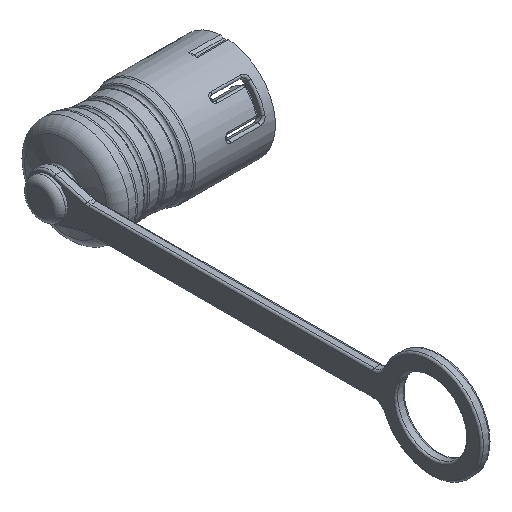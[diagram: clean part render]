
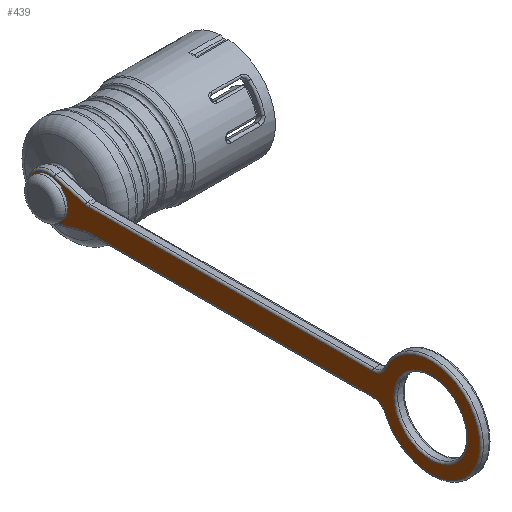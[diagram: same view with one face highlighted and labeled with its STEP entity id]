
A CAD part, isometric view. The second image highlights one B-rep face of the part: STEP entity #439.
In plain terms, the highlighted planar face has unit normal (-1, 0, 0).
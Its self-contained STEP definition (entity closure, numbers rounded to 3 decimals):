
#166=PLANE('',#3535);
#245=FACE_BOUND('',#916,.T.);
#246=FACE_BOUND('',#917,.T.);
#247=FACE_BOUND('',#918,.T.);
#439=ADVANCED_FACE('',(#245,#246,#247),#166,.F.);
#916=EDGE_LOOP('',(#2061));
#917=EDGE_LOOP('',(#2062));
#918=EDGE_LOOP('',(#2063,#2064,#2065,#2066,#2067,#2068,#2069,#2070,#2071,
#2072));
#1120=CIRCLE('',#3527,3.);
#1121=CIRCLE('',#3528,5.8);
#1122=CIRCLE('',#3529,3.2);
#1123=CIRCLE('',#3530,2.3);
#1124=CIRCLE('',#3531,2.3);
#1125=CIRCLE('',#3532,7.7);
#1126=CIRCLE('',#3533,2.3);
#1127=CIRCLE('',#3534,2.3);
#2061=ORIENTED_EDGE('',*,*,#2870,.T.);
#2062=ORIENTED_EDGE('',*,*,#2871,.T.);
#2063=ORIENTED_EDGE('',*,*,#2872,.T.);
#2064=ORIENTED_EDGE('',*,*,#2873,.T.);
#2065=ORIENTED_EDGE('',*,*,#2874,.T.);
#2066=ORIENTED_EDGE('',*,*,#2875,.T.);
#2067=ORIENTED_EDGE('',*,*,#2876,.T.);
#2068=ORIENTED_EDGE('',*,*,#2877,.T.);
#2069=ORIENTED_EDGE('',*,*,#2878,.T.);
#2070=ORIENTED_EDGE('',*,*,#2879,.T.);
#2071=ORIENTED_EDGE('',*,*,#2880,.T.);
#2072=ORIENTED_EDGE('',*,*,#2881,.T.);
#2434=VERTEX_POINT('',#6864);
#2435=VERTEX_POINT('',#6866);
#2436=VERTEX_POINT('',#6868);
#2437=VERTEX_POINT('',#6869);
#2438=VERTEX_POINT('',#6871);
#2439=VERTEX_POINT('',#6873);
#2440=VERTEX_POINT('',#6875);
#2441=VERTEX_POINT('',#6877);
#2442=VERTEX_POINT('',#6879);
#2443=VERTEX_POINT('',#6881);
#2444=VERTEX_POINT('',#6883);
#2445=VERTEX_POINT('',#6885);
#2870=EDGE_CURVE('',#2434,#2434,#1120,.T.);
#2871=EDGE_CURVE('',#2435,#2435,#1121,.T.);
#2872=EDGE_CURVE('',#2436,#2437,#1122,.T.);
#2873=EDGE_CURVE('',#2437,#2438,#3049,.T.);
#2874=EDGE_CURVE('',#2438,#2439,#1123,.T.);
#2875=EDGE_CURVE('',#2439,#2440,#3050,.T.);
#2876=EDGE_CURVE('',#2440,#2441,#1124,.T.);
#2877=EDGE_CURVE('',#2441,#2442,#1125,.T.);
#2878=EDGE_CURVE('',#2442,#2443,#1126,.T.);
#2879=EDGE_CURVE('',#2443,#2444,#3051,.T.);
#2880=EDGE_CURVE('',#2444,#2445,#1127,.T.);
#2881=EDGE_CURVE('',#2445,#2436,#3052,.T.);
#3049=LINE('',#6870,#3189);
#3050=LINE('',#6874,#3190);
#3051=LINE('',#6882,#3191);
#3052=LINE('',#6886,#3192);
#3189=VECTOR('',#4392,1.);
#3190=VECTOR('',#4395,1.);
#3191=VECTOR('',#4402,1.);
#3192=VECTOR('',#4405,1.);
#3527=AXIS2_PLACEMENT_3D('',#6863,#4386,#4387);
#3528=AXIS2_PLACEMENT_3D('',#6865,#4388,#4389);
#3529=AXIS2_PLACEMENT_3D('',#6867,#4390,#4391);
#3530=AXIS2_PLACEMENT_3D('',#6872,#4393,#4394);
#3531=AXIS2_PLACEMENT_3D('',#6876,#4396,#4397);
#3532=AXIS2_PLACEMENT_3D('',#6878,#4398,#4399);
#3533=AXIS2_PLACEMENT_3D('',#6880,#4400,#4401);
#3534=AXIS2_PLACEMENT_3D('',#6884,#4403,#4404);
#3535=AXIS2_PLACEMENT_3D('',#6887,#4406,#4407);
#4386=DIRECTION('',(1.,0.,0.));
#4387=DIRECTION('',(0.,0.,-1.));
#4388=DIRECTION('',(1.,0.,0.));
#4389=DIRECTION('',(0.,0.,-1.));
#4390=DIRECTION('',(-1.,0.,0.));
#4391=DIRECTION('',(0.,0.,-1.));
#4392=DIRECTION('',(0.,-0.966,0.259));
#4393=DIRECTION('',(1.,0.,0.));
#4394=DIRECTION('',(0.,0.,-1.));
#4395=DIRECTION('',(0.,-1.,0.));
#4396=DIRECTION('',(1.,0.,0.));
#4397=DIRECTION('',(0.,0.,-1.));
#4398=DIRECTION('',(-1.,0.,0.));
#4399=DIRECTION('',(0.,0.,-1.));
#4400=DIRECTION('',(1.,0.,0.));
#4401=DIRECTION('',(0.,0.,-1.));
#4402=DIRECTION('',(0.,1.,0.));
#4403=DIRECTION('',(1.,0.,0.));
#4404=DIRECTION('',(0.,0.,-1.));
#4405=DIRECTION('',(0.,0.966,0.259));
#4406=DIRECTION('',(1.,0.,0.));
#4407=DIRECTION('',(0.,0.,-1.));
#6863=CARTESIAN_POINT('',(1.4,0.,0.));
#6864=CARTESIAN_POINT('',(1.4,0.,-3.));
#6865=CARTESIAN_POINT('',(1.4,-60.,0.));
#6866=CARTESIAN_POINT('',(1.4,-60.,-5.8));
#6867=CARTESIAN_POINT('',(1.4,0.,0.));
#6868=CARTESIAN_POINT('',(1.4,-0.828,3.091));
#6869=CARTESIAN_POINT('',(1.4,-0.828,-3.091));
#6870=CARTESIAN_POINT('',(1.4,-7.727,-1.242));
#6871=CARTESIAN_POINT('',(1.4,-5.727,-1.778));
#6872=CARTESIAN_POINT('',(1.4,-6.322,-4.));
#6873=CARTESIAN_POINT('',(1.4,-6.322,-1.7));
#6874=CARTESIAN_POINT('',(1.4,-6.322,-1.7));
#6875=CARTESIAN_POINT('',(1.4,-50.835,-1.7));
#6876=CARTESIAN_POINT('',(1.4,-50.835,-4.));
#6877=CARTESIAN_POINT('',(1.4,-52.943,-3.08));
#6878=CARTESIAN_POINT('',(1.4,-60.,0.));
#6879=CARTESIAN_POINT('',(1.4,-52.943,3.08));
#6880=CARTESIAN_POINT('',(1.4,-50.835,4.));
#6881=CARTESIAN_POINT('',(1.4,-50.835,1.7));
#6882=CARTESIAN_POINT('',(1.4,-6.322,1.7));
#6883=CARTESIAN_POINT('',(1.4,-6.322,1.7));
#6884=CARTESIAN_POINT('',(1.4,-6.322,4.));
#6885=CARTESIAN_POINT('',(1.4,-5.727,1.778));
#6886=CARTESIAN_POINT('',(1.4,-0.828,3.091));
#6887=CARTESIAN_POINT('',(1.4,-6.322,4.));
